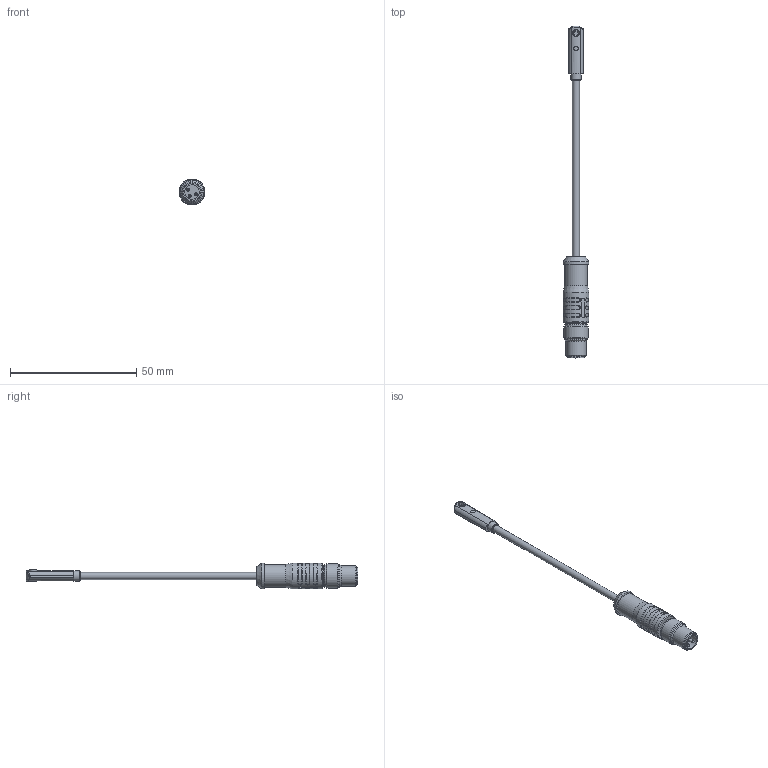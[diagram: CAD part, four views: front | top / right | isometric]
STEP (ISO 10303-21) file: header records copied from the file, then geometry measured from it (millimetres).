
FILE_DESCRIPTION(/* description */ (''),/* implementation_level */ '2;1');
FILE_NAME(/* name */ 'ipf_z3d_MZA701K6.stp',/* time_stamp */ '2019-11-22T14:22:36+01:00',/* author */ ('g.aydin'),/* organization */ (''),/* preprocessor_version */ 'ST-DEVELOPER v15.2',/* originating_system */ 'Autodesk Inventor 2014',/* authorisation */ '');
FILE_SCHEMA (('AUTOMOTIVE_DESIGN { 1 0 10303 214 3 1 1 }'));
Length unit declared in the file: millimetre
Products named in the file (4): MZA70176; MS300584_00; MzA70176_Kabelstecker_M8x1_3Pol; ipf_z3d_MZA70176
Bounding box: 10.29 x 131.6 x 10.3 mm (x, y, z)
Volume: 3396.5 mm3; surface area: 2726.3 mm2
Topology: 3 solids, 5 shells, 167 faces, 342 edges, 204 vertices
Faces by surface type: cylinder 53, plane 43, bspline 30, torus 26, cone 12, sphere 3
Full cylindrical faces by diameter (mm): 1 x3, 1.8 x2, 2.459 x1, 2.8 x1, 2.9 x1, 3.5 x1, 4 x1, 5.8 x2, 6.9 x1, 8 x1, 9 x2, 9.1 x1, 9.6 x1, 10.3 x2
Entity records: 5831 total; most frequent: CARTESIAN_POINT 2424, DIRECTION 666, ORIENTED_EDGE 590, AXIS2_PLACEMENT_3D 300, EDGE_CURVE 295, EDGE_LOOP 226, VERTEX_POINT 195, ADVANCED_FACE 167
